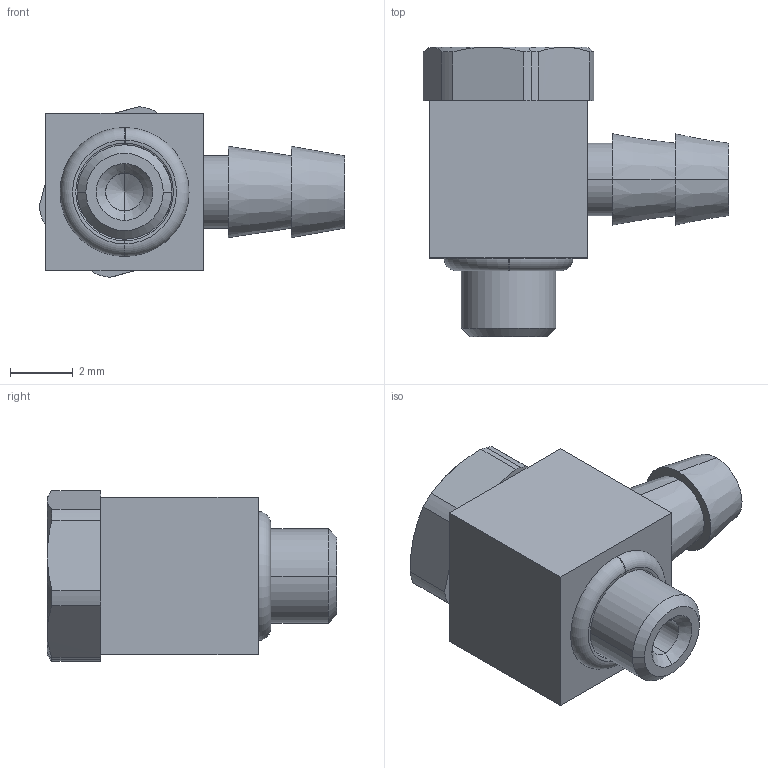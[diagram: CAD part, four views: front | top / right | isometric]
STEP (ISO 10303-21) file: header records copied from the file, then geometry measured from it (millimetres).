
FILE_DESCRIPTION(/* description */ ('VariCAD 2016-1.04 AP-214'),/* implementation_level */ '2;1');
FILE_NAME(/* name */ 'Einschraubwinkel_M3-3mm.stp',/* time_stamp */ '2016-09-21T21:18:56+02:00',/* author */ (''),/* organization */ (''),/* preprocessor_version */ 'ST-DEVELOPER v14',/* originating_system */ 'VariCAD 2016-1.04; kernel version (20130303)',/* authorisation */ '');
FILE_SCHEMA (('AUTOMOTIVE_DESIGN'));
Length unit declared in the file: millimetre
Products named in the file (2): Einschraubwinkel_M3-3mm; Einschraubwinkel
Assembly tree (1 placements, depth 2):
  Einschraubwinkel_M3-3mm
    Einschraubwinkel
Bounding box: 9.71 x 9.2 x 5.43 mm (x, y, z)
Volume: 180.9 mm3; surface area: 390.1 mm2
Topology: 1 solids, 1 shells, 85 faces, 219 edges, 134 vertices
Faces by surface type: plane 29, cylinder 28, cone 20, torus 8
Entity records: 2835 total; most frequent: CARTESIAN_POINT 638, DIRECTION 448, ORIENTED_EDGE 418, EDGE_CURVE 209, AXIS2_PLACEMENT_3D 176, VERTEX_POINT 130, LINE 96, VECTOR 96
